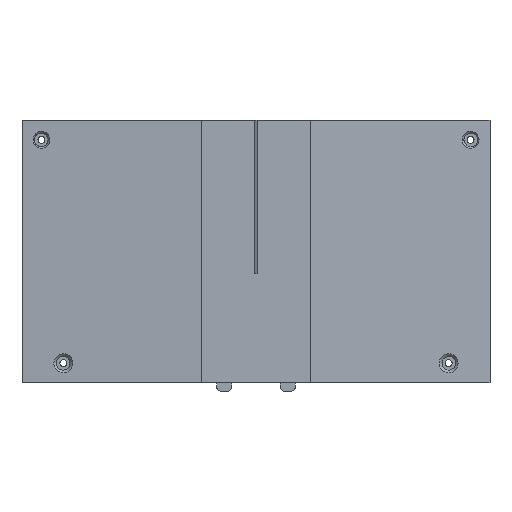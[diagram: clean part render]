
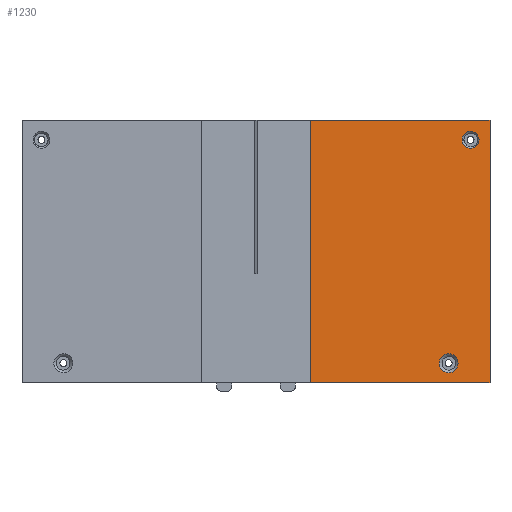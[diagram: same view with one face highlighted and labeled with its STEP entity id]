
A CAD part, top view. The second image highlights one B-rep face of the part: STEP entity #1230.
In plain terms, the highlighted planar face has unit normal (0.045, 0, 0.999).
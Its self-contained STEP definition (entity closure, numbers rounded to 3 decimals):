
#79=FACE_BOUND('',#437,.T.);
#80=FACE_BOUND('',#438,.T.);
#95=LINE('',#2002,#203);
#96=LINE('',#2004,#204);
#97=LINE('',#2006,#205);
#98=LINE('',#2007,#206);
#203=VECTOR('',#1433,10.);
#204=VECTOR('',#1434,10.);
#205=VECTOR('',#1435,10.);
#206=VECTOR('',#1436,10.);
#311=PLANE('',#1323);
#358=FACE_OUTER_BOUND('',#436,.T.);
#436=EDGE_LOOP('',(#867,#868,#869,#870));
#437=EDGE_LOOP('',(#871));
#438=EDGE_LOOP('',(#872));
#533=B_SPLINE_CURVE_WITH_KNOTS('',3,(#1989,#1990,#1991,#1992,#1993,#1994,
#1995,#1996,#1997,#1998),.UNSPECIFIED.,.T.,.F.,(4,1,1,1,1,1,1,4),(-3.142,
-2.244,-1.346,-0.449,0.449,
1.346,2.244,3.142),.UNSPECIFIED.);
#534=B_SPLINE_CURVE_WITH_KNOTS('',3,(#2009,#2010,#2011,#2012,#2013,#2014,
#2015,#2016,#2017,#2018),.UNSPECIFIED.,.T.,.F.,(4,1,1,1,1,1,1,4),(-3.142,
-2.244,-1.346,-0.449,0.449,
1.346,2.244,3.142),.UNSPECIFIED.);
#568=VERTEX_POINT('',#1984);
#569=VERTEX_POINT('',#2000);
#570=VERTEX_POINT('',#2001);
#571=VERTEX_POINT('',#2003);
#572=VERTEX_POINT('',#2005);
#573=VERTEX_POINT('',#2008);
#685=EDGE_CURVE('',#568,#568,#533,.T.);
#686=EDGE_CURVE('',#569,#570,#95,.T.);
#687=EDGE_CURVE('',#571,#570,#96,.T.);
#688=EDGE_CURVE('',#571,#572,#97,.T.);
#689=EDGE_CURVE('',#572,#569,#98,.T.);
#690=EDGE_CURVE('',#573,#573,#534,.T.);
#867=ORIENTED_EDGE('',*,*,#686,.T.);
#868=ORIENTED_EDGE('',*,*,#687,.F.);
#869=ORIENTED_EDGE('',*,*,#688,.T.);
#870=ORIENTED_EDGE('',*,*,#689,.T.);
#871=ORIENTED_EDGE('',*,*,#690,.F.);
#872=ORIENTED_EDGE('',*,*,#685,.F.);
#1230=ADVANCED_FACE('',(#358,#79,#80),#311,.T.);
#1323=AXIS2_PLACEMENT_3D('',#1999,#1431,#1432);
#1431=DIRECTION('center_axis',(0.045,0.,0.999));
#1432=DIRECTION('ref_axis',(0.999,0.,-0.045));
#1433=DIRECTION('',(-0.999,0.,0.045));
#1434=DIRECTION('',(0.,1.,0.));
#1435=DIRECTION('',(0.999,0.,-0.045));
#1436=DIRECTION('',(0.,1.,0.));
#1984=CARTESIAN_POINT('',(211.219,9.,19.001));
#1989=CARTESIAN_POINT('Ctrl Pts',(211.219,9.,19.001));
#1990=CARTESIAN_POINT('Ctrl Pts',(211.219,10.293,19.001));
#1991=CARTESIAN_POINT('Ctrl Pts',(209.979,12.861,19.056));
#1992=CARTESIAN_POINT('Ctrl Pts',(205.8,13.83,19.243));
#1993=CARTESIAN_POINT('Ctrl Pts',(202.451,11.144,19.392));
#1994=CARTESIAN_POINT('Ctrl Pts',(202.44,6.852,19.393));
#1995=CARTESIAN_POINT('Ctrl Pts',(205.802,4.183,19.243));
#1996=CARTESIAN_POINT('Ctrl Pts',(209.98,5.131,19.056));
#1997=CARTESIAN_POINT('Ctrl Pts',(211.219,7.707,19.001));
#1998=CARTESIAN_POINT('Ctrl Pts',(211.219,9.,19.001));
#1999=CARTESIAN_POINT('Origin',(143.995,0.,22.));
#2000=CARTESIAN_POINT('',(225.8,119.9,18.351));
#2001=CARTESIAN_POINT('',(143.995,119.9,22.));
#2002=CARTESIAN_POINT('',(78.668,119.9,24.914));
#2003=CARTESIAN_POINT('',(143.995,0.1,22.));
#2004=CARTESIAN_POINT('',(143.995,0.,22.));
#2005=CARTESIAN_POINT('',(225.8,0.1,18.351));
#2006=CARTESIAN_POINT('',(185.306,0.1,20.157));
#2007=CARTESIAN_POINT('',(225.8,59.95,18.351));
#2008=CARTESIAN_POINT('',(220.779,111.,18.575));
#2009=CARTESIAN_POINT('Ctrl Pts',(220.779,111.,18.575));
#2010=CARTESIAN_POINT('Ctrl Pts',(220.779,112.161,18.575));
#2011=CARTESIAN_POINT('Ctrl Pts',(219.666,114.467,18.624));
#2012=CARTESIAN_POINT('Ctrl Pts',(215.911,115.338,18.792));
#2013=CARTESIAN_POINT('Ctrl Pts',(212.903,112.925,18.926));
#2014=CARTESIAN_POINT('Ctrl Pts',(212.894,109.071,18.926));
#2015=CARTESIAN_POINT('Ctrl Pts',(215.913,106.674,18.792));
#2016=CARTESIAN_POINT('Ctrl Pts',(219.667,107.526,18.624));
#2017=CARTESIAN_POINT('Ctrl Pts',(220.779,109.839,18.575));
#2018=CARTESIAN_POINT('Ctrl Pts',(220.779,111.,18.575));
